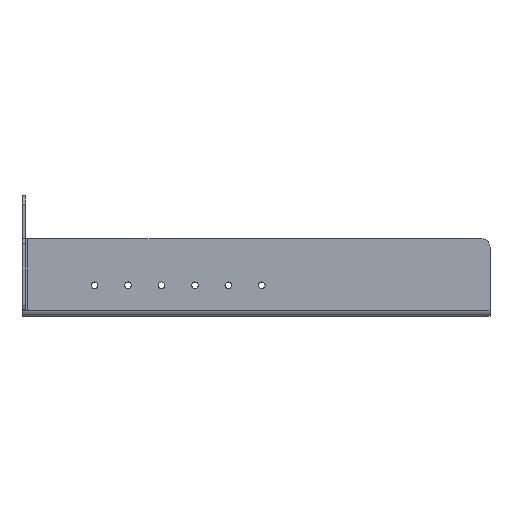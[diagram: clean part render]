
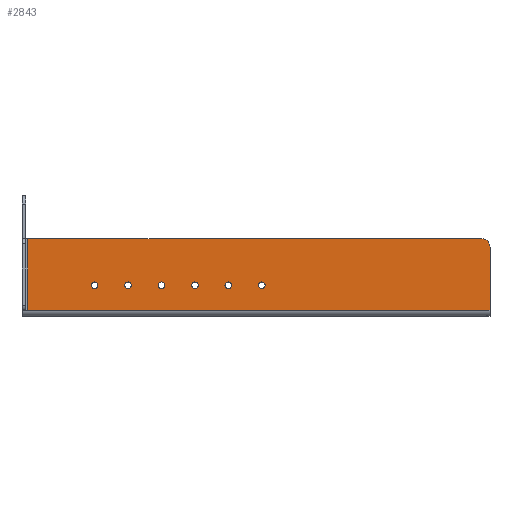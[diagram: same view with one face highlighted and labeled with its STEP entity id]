
A CAD part, left-side view. The second image highlights one B-rep face of the part: STEP entity #2843.
In plain terms, the highlighted planar face has unit normal (-1, 0, 0).
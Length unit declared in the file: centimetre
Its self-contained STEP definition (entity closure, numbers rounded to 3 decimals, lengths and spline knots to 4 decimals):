
#161=PLANE('',#3142);
#185=VECTOR('',#3292,1.);
#368=VECTOR('',#3866,1.);
#369=VECTOR('',#3870,1.);
#372=VECTOR('',#3875,1.);
#395=LINE('',#4038,#185);
#578=LINE('',#4655,#368);
#579=LINE('',#4659,#369);
#582=LINE('',#4667,#372);
#600=VERTEX_POINT('',#3938);
#602=VERTEX_POINT('',#3943);
#608=VERTEX_POINT('',#3958);
#612=VERTEX_POINT('',#3968);
#616=VERTEX_POINT('',#3978);
#618=VERTEX_POINT('',#3983);
#634=VERTEX_POINT('',#4021);
#635=VERTEX_POINT('',#4022);
#642=VERTEX_POINT('',#4039);
#852=VERTEX_POINT('',#4644);
#855=VERTEX_POINT('',#4656);
#856=VERTEX_POINT('',#4660);
#874=CIRCLE('',#2875,0.2);
#876=CIRCLE('',#2878,0.2);
#882=CIRCLE('',#2887,0.2);
#886=CIRCLE('',#2893,0.2);
#890=CIRCLE('',#2899,0.2);
#892=CIRCLE('',#2902,0.2);
#899=CIRCLE('',#2914,0.5);
#1032=EDGE_CURVE('',#600,#600,#874,.T.);
#1034=EDGE_CURVE('',#602,#602,#876,.T.);
#1040=EDGE_CURVE('',#608,#608,#882,.T.);
#1044=EDGE_CURVE('',#612,#612,#886,.T.);
#1048=EDGE_CURVE('',#616,#616,#890,.T.);
#1050=EDGE_CURVE('',#618,#618,#892,.T.);
#1068=EDGE_CURVE('',#634,#635,#899,.T.);
#1077=EDGE_CURVE('',#635,#642,#395,.T.);
#1382=EDGE_CURVE('',#852,#855,#578,.T.);
#1388=EDGE_CURVE('',#856,#852,#578,.T.);
#1389=EDGE_CURVE('',#855,#634,#582,.T.);
#1390=EDGE_CURVE('',#642,#856,#579,.T.);
#2042=ORIENTED_EDGE('',*,*,#1032,.T.);
#2043=ORIENTED_EDGE('',*,*,#1034,.T.);
#2044=ORIENTED_EDGE('',*,*,#1040,.T.);
#2045=ORIENTED_EDGE('',*,*,#1044,.T.);
#2046=ORIENTED_EDGE('',*,*,#1048,.T.);
#2047=ORIENTED_EDGE('',*,*,#1050,.T.);
#2048=ORIENTED_EDGE('',*,*,#1068,.F.);
#2049=ORIENTED_EDGE('',*,*,#1389,.F.);
#2050=ORIENTED_EDGE('',*,*,#1382,.F.);
#2051=ORIENTED_EDGE('',*,*,#1388,.F.);
#2052=ORIENTED_EDGE('',*,*,#1390,.F.);
#2053=ORIENTED_EDGE('',*,*,#1077,.F.);
#2394=EDGE_LOOP('',(#2042));
#2395=EDGE_LOOP('',(#2043));
#2396=EDGE_LOOP('',(#2044));
#2397=EDGE_LOOP('',(#2045));
#2398=EDGE_LOOP('',(#2046));
#2399=EDGE_LOOP('',(#2047));
#2400=EDGE_LOOP('',(#2048,#2049,#2050,#2051,#2052,#2053));
#2660=FACE_BOUND('',#2394,.T.);
#2661=FACE_BOUND('',#2395,.T.);
#2662=FACE_BOUND('',#2396,.T.);
#2663=FACE_BOUND('',#2397,.T.);
#2664=FACE_BOUND('',#2398,.T.);
#2665=FACE_BOUND('',#2399,.T.);
#2666=FACE_BOUND('',#2400,.T.);
#2843=ADVANCED_FACE('',(#2660,#2661,#2662,#2663,#2664,#2665,#2666),#161,
 .F.);
#2875=AXIS2_PLACEMENT_3D('',#3937,#3194,#3195);
#2878=AXIS2_PLACEMENT_3D('',#3942,#3200,#3201);
#2887=AXIS2_PLACEMENT_3D('',#3957,#3218,#3219);
#2893=AXIS2_PLACEMENT_3D('',#3967,#3230,#3231);
#2899=AXIS2_PLACEMENT_3D('',#3977,#3242,#3243);
#2902=AXIS2_PLACEMENT_3D('',#3982,#3248,#3249);
#2914=AXIS2_PLACEMENT_3D('',#4020,#3280,#3281);
#3142=AXIS2_PLACEMENT_3D('',#4666,#3874,$);
#3194=DIRECTION('',(1.,0.,0.));
#3195=DIRECTION('',(0.,0.,0.2));
#3200=DIRECTION('',(1.,0.,0.));
#3201=DIRECTION('',(0.,0.,0.2));
#3218=DIRECTION('',(1.,0.,0.));
#3219=DIRECTION('',(0.,0.,0.2));
#3230=DIRECTION('',(1.,0.,0.));
#3231=DIRECTION('',(0.,0.,0.2));
#3242=DIRECTION('',(1.,0.,0.));
#3243=DIRECTION('',(0.,0.,0.2));
#3248=DIRECTION('',(1.,0.,0.));
#3249=DIRECTION('',(0.,0.,0.2));
#3280=DIRECTION('',(1.,0.,0.));
#3281=DIRECTION('',(0.,-0.354,0.354));
#3292=DIRECTION('',(0.,0.,-1.));
#3866=DIRECTION('',(0.,0.,1.));
#3870=DIRECTION('',(0.,1.,0.));
#3874=DIRECTION('',(1.,0.,0.));
#3875=DIRECTION('',(0.,-1.,0.));
#3937=CARTESIAN_POINT('',(-11.7508,0.1251,1.845));
#3938=CARTESIAN_POINT('',(-11.7508,0.1251,1.645));
#3942=CARTESIAN_POINT('',(-11.7508,-3.8749,1.845));
#3943=CARTESIAN_POINT('',(-11.7508,-3.8749,1.645));
#3957=CARTESIAN_POINT('',(-11.7508,-7.8749,1.845));
#3958=CARTESIAN_POINT('',(-11.7508,-7.8749,1.645));
#3967=CARTESIAN_POINT('',(-11.7508,-5.8749,1.845));
#3968=CARTESIAN_POINT('',(-11.7508,-5.8749,1.645));
#3977=CARTESIAN_POINT('',(-11.7508,-1.8749,1.845));
#3978=CARTESIAN_POINT('',(-11.7508,-1.8749,1.645));
#3982=CARTESIAN_POINT('',(-11.7508,2.1251,1.845));
#3983=CARTESIAN_POINT('',(-11.7508,2.1251,1.645));
#4020=CARTESIAN_POINT('',(-11.7508,-21.0299,4.13));
#4021=CARTESIAN_POINT('',(-11.7508,-21.0299,4.63));
#4022=CARTESIAN_POINT('',(-11.7508,-21.5299,4.13));
#4038=CARTESIAN_POINT('',(-11.7508,-21.5299,0.1951));
#4039=CARTESIAN_POINT('',(-11.7508,-21.5299,0.345));
#4644=CARTESIAN_POINT('',(-11.7508,6.1251,0.345));
#4655=CARTESIAN_POINT('',(-11.7508,6.1251,2.45));
#4656=CARTESIAN_POINT('',(-11.7508,6.1251,4.63));
#4659=CARTESIAN_POINT('',(-11.7508,-7.5299,0.345));
#4660=CARTESIAN_POINT('',(-11.7508,6.1251,0.345));
#4666=CARTESIAN_POINT('',(-11.7508,-7.5299,2.4125));
#4667=CARTESIAN_POINT('',(-11.7508,-21.5299,4.63));
